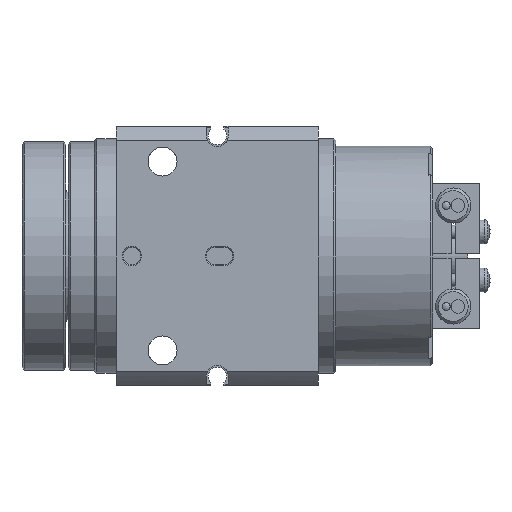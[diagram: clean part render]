
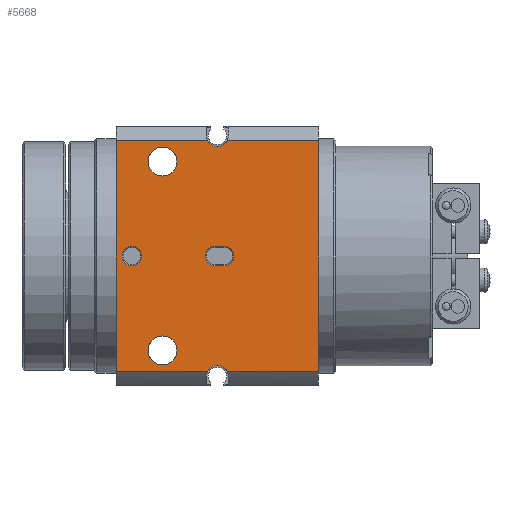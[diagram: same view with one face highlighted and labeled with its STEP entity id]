
A CAD part, left-side view. The second image highlights one B-rep face of the part: STEP entity #5668.
In plain terms, the highlighted planar face has unit normal (-1, 0, 0).
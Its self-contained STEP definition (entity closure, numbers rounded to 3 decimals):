
#241=FACE_BOUND('',#897,.T.);
#242=FACE_BOUND('',#898,.T.);
#243=FACE_BOUND('',#899,.T.);
#244=FACE_BOUND('',#900,.T.);
#416=PLANE('',#6258);
#562=FACE_OUTER_BOUND('',#896,.T.);
#896=EDGE_LOOP('',(#4061,#4062,#4063,#4064,#4065,#4066,#4067,#4068));
#897=EDGE_LOOP('',(#4069,#4070,#4071,#4072));
#898=EDGE_LOOP('',(#4073,#4074));
#899=EDGE_LOOP('',(#4075,#4076));
#900=EDGE_LOOP('',(#4077,#4078));
#1257=LINE('',#8944,#1593);
#1287=LINE('',#9122,#1623);
#1303=LINE('',#9280,#1639);
#1306=LINE('',#9297,#1642);
#1307=LINE('',#9300,#1643);
#1308=LINE('',#9302,#1644);
#1309=LINE('',#9306,#1645);
#1310=LINE('',#9310,#1646);
#1593=VECTOR('',#7008,1000.);
#1623=VECTOR('',#7132,1000.);
#1639=VECTOR('',#7240,1000.);
#1642=VECTOR('',#7249,1000.);
#1643=VECTOR('',#7252,1000.);
#1644=VECTOR('',#7253,1000.);
#1645=VECTOR('',#7256,1000.);
#1646=VECTOR('',#7259,1000.);
#1984=CIRCLE('',#6259,2.5);
#1985=CIRCLE('',#6260,2.5);
#1986=CIRCLE('',#6261,2.2);
#1987=CIRCLE('',#6262,2.2);
#1988=CIRCLE('',#6263,2.2);
#1989=CIRCLE('',#6264,2.2);
#1990=CIRCLE('',#6265,3.3);
#1991=CIRCLE('',#6266,3.3);
#1992=CIRCLE('',#6267,3.3);
#1993=CIRCLE('',#6268,3.3);
#2361=VERTEX_POINT('',#8941);
#2362=VERTEX_POINT('',#8943);
#2414=VERTEX_POINT('',#9119);
#2415=VERTEX_POINT('',#9121);
#2456=VERTEX_POINT('',#9279);
#2461=VERTEX_POINT('',#9296);
#2462=VERTEX_POINT('',#9298);
#2463=VERTEX_POINT('',#9301);
#2464=VERTEX_POINT('',#9304);
#2465=VERTEX_POINT('',#9305);
#2466=VERTEX_POINT('',#9307);
#2467=VERTEX_POINT('',#9309);
#2468=VERTEX_POINT('',#9312);
#2469=VERTEX_POINT('',#9313);
#2470=VERTEX_POINT('',#9316);
#2471=VERTEX_POINT('',#9317);
#2472=VERTEX_POINT('',#9320);
#2473=VERTEX_POINT('',#9321);
#2978=EDGE_CURVE('',#2361,#2362,#1257,.T.);
#3046=EDGE_CURVE('',#2415,#2414,#1287,.T.);
#3100=EDGE_CURVE('',#2362,#2456,#1303,.T.);
#3106=EDGE_CURVE('',#2361,#2461,#1306,.T.);
#3107=EDGE_CURVE('',#2462,#2461,#1984,.T.);
#3108=EDGE_CURVE('',#2462,#2415,#1307,.T.);
#3109=EDGE_CURVE('',#2463,#2414,#1308,.T.);
#3110=EDGE_CURVE('',#2456,#2463,#1985,.T.);
#3111=EDGE_CURVE('',#2464,#2465,#1309,.T.);
#3112=EDGE_CURVE('',#2465,#2466,#1986,.T.);
#3113=EDGE_CURVE('',#2466,#2467,#1310,.T.);
#3114=EDGE_CURVE('',#2467,#2464,#1987,.T.);
#3115=EDGE_CURVE('',#2468,#2469,#1988,.T.);
#3116=EDGE_CURVE('',#2469,#2468,#1989,.T.);
#3117=EDGE_CURVE('',#2470,#2471,#1990,.T.);
#3118=EDGE_CURVE('',#2471,#2470,#1991,.T.);
#3119=EDGE_CURVE('',#2472,#2473,#1992,.T.);
#3120=EDGE_CURVE('',#2473,#2472,#1993,.T.);
#4061=ORIENTED_EDGE('',*,*,#3106,.T.);
#4062=ORIENTED_EDGE('',*,*,#3107,.F.);
#4063=ORIENTED_EDGE('',*,*,#3108,.T.);
#4064=ORIENTED_EDGE('',*,*,#3046,.T.);
#4065=ORIENTED_EDGE('',*,*,#3109,.F.);
#4066=ORIENTED_EDGE('',*,*,#3110,.F.);
#4067=ORIENTED_EDGE('',*,*,#3100,.F.);
#4068=ORIENTED_EDGE('',*,*,#2978,.F.);
#4069=ORIENTED_EDGE('',*,*,#3111,.T.);
#4070=ORIENTED_EDGE('',*,*,#3112,.T.);
#4071=ORIENTED_EDGE('',*,*,#3113,.T.);
#4072=ORIENTED_EDGE('',*,*,#3114,.T.);
#4073=ORIENTED_EDGE('',*,*,#3115,.T.);
#4074=ORIENTED_EDGE('',*,*,#3116,.T.);
#4075=ORIENTED_EDGE('',*,*,#3117,.F.);
#4076=ORIENTED_EDGE('',*,*,#3118,.F.);
#4077=ORIENTED_EDGE('',*,*,#3119,.F.);
#4078=ORIENTED_EDGE('',*,*,#3120,.F.);
#5668=ADVANCED_FACE('',(#562,#241,#242,#243,#244),#416,.F.);
#6258=AXIS2_PLACEMENT_3D('',#9295,#7247,#7248);
#6259=AXIS2_PLACEMENT_3D('',#9299,#7250,#7251);
#6260=AXIS2_PLACEMENT_3D('',#9303,#7254,#7255);
#6261=AXIS2_PLACEMENT_3D('',#9308,#7257,#7258);
#6262=AXIS2_PLACEMENT_3D('',#9311,#7260,#7261);
#6263=AXIS2_PLACEMENT_3D('',#9314,#7262,#7263);
#6264=AXIS2_PLACEMENT_3D('',#9315,#7264,#7265);
#6265=AXIS2_PLACEMENT_3D('',#9318,#7266,#7267);
#6266=AXIS2_PLACEMENT_3D('',#9319,#7268,#7269);
#6267=AXIS2_PLACEMENT_3D('',#9322,#7270,#7271);
#6268=AXIS2_PLACEMENT_3D('',#9323,#7272,#7273);
#7008=DIRECTION('',(0.,0.,1.));
#7132=DIRECTION('',(0.,0.,1.));
#7240=DIRECTION('',(0.,-1.,0.));
#7247=DIRECTION('center_axis',(1.,0.,0.));
#7248=DIRECTION('ref_axis',(0.,0.,-1.));
#7249=DIRECTION('',(0.,-1.,0.));
#7250=DIRECTION('center_axis',(-1.,0.,0.));
#7251=DIRECTION('ref_axis',(0.,0.,1.));
#7252=DIRECTION('',(0.,-1.,0.));
#7253=DIRECTION('',(0.,-1.,0.));
#7254=DIRECTION('center_axis',(-1.,0.,0.));
#7255=DIRECTION('ref_axis',(0.,0.,1.));
#7256=DIRECTION('',(0.,-1.,0.));
#7257=DIRECTION('center_axis',(1.,0.,0.));
#7258=DIRECTION('ref_axis',(0.,0.,-1.));
#7259=DIRECTION('',(0.,1.,0.));
#7260=DIRECTION('center_axis',(1.,0.,0.));
#7261=DIRECTION('ref_axis',(0.,0.,-1.));
#7262=DIRECTION('center_axis',(1.,0.,0.));
#7263=DIRECTION('ref_axis',(0.,0.,-1.));
#7264=DIRECTION('center_axis',(1.,0.,0.));
#7265=DIRECTION('ref_axis',(0.,0.,-1.));
#7266=DIRECTION('center_axis',(-1.,0.,0.));
#7267=DIRECTION('ref_axis',(0.,0.,1.));
#7268=DIRECTION('center_axis',(-1.,0.,0.));
#7269=DIRECTION('ref_axis',(0.,0.,1.));
#7270=DIRECTION('center_axis',(-1.,0.,0.));
#7271=DIRECTION('ref_axis',(0.,0.,1.));
#7272=DIRECTION('center_axis',(-1.,0.,0.));
#7273=DIRECTION('ref_axis',(0.,0.,1.));
#8941=CARTESIAN_POINT('',(-29.5,46.,-26.268));
#8943=CARTESIAN_POINT('',(-29.5,46.,26.268));
#8944=CARTESIAN_POINT('',(-29.5,46.,-26.268));
#9119=CARTESIAN_POINT('',(-29.5,0.,26.268));
#9121=CARTESIAN_POINT('',(-29.5,0.,-26.268));
#9122=CARTESIAN_POINT('',(-29.5,0.,-26.268));
#9279=CARTESIAN_POINT('',(-29.5,25.229,26.268));
#9280=CARTESIAN_POINT('',(-29.5,46.,26.268));
#9295=CARTESIAN_POINT('Origin',(-29.5,46.,-26.268));
#9296=CARTESIAN_POINT('',(-29.5,25.229,-26.268));
#9297=CARTESIAN_POINT('',(-29.5,46.,-26.268));
#9298=CARTESIAN_POINT('',(-29.5,20.771,-26.268));
#9299=CARTESIAN_POINT('Origin',(-29.5,23.,-27.4));
#9300=CARTESIAN_POINT('',(-29.5,46.,-26.268));
#9301=CARTESIAN_POINT('',(-29.5,20.771,26.268));
#9302=CARTESIAN_POINT('',(-29.5,46.,26.268));
#9303=CARTESIAN_POINT('Origin',(-29.5,23.,27.4));
#9304=CARTESIAN_POINT('',(-29.5,23.5,2.2));
#9305=CARTESIAN_POINT('',(-29.5,21.5,2.2));
#9306=CARTESIAN_POINT('',(-29.5,46.,2.2));
#9307=CARTESIAN_POINT('',(-29.5,21.5,-2.2));
#9308=CARTESIAN_POINT('Origin',(-29.5,21.5,0.));
#9309=CARTESIAN_POINT('',(-29.5,23.5,-2.2));
#9310=CARTESIAN_POINT('',(-29.5,46.,-2.2));
#9311=CARTESIAN_POINT('Origin',(-29.5,23.5,0.));
#9312=CARTESIAN_POINT('',(-29.5,42.5,2.2));
#9313=CARTESIAN_POINT('',(-29.5,42.5,-2.2));
#9314=CARTESIAN_POINT('Origin',(-29.5,42.5,0.));
#9315=CARTESIAN_POINT('Origin',(-29.5,42.5,0.));
#9316=CARTESIAN_POINT('',(-29.5,35.5,24.8));
#9317=CARTESIAN_POINT('',(-29.5,35.5,18.2));
#9318=CARTESIAN_POINT('Origin',(-29.5,35.5,21.5));
#9319=CARTESIAN_POINT('Origin',(-29.5,35.5,21.5));
#9320=CARTESIAN_POINT('',(-29.5,35.5,-18.2));
#9321=CARTESIAN_POINT('',(-29.5,35.5,-24.8));
#9322=CARTESIAN_POINT('Origin',(-29.5,35.5,-21.5));
#9323=CARTESIAN_POINT('Origin',(-29.5,35.5,-21.5));
